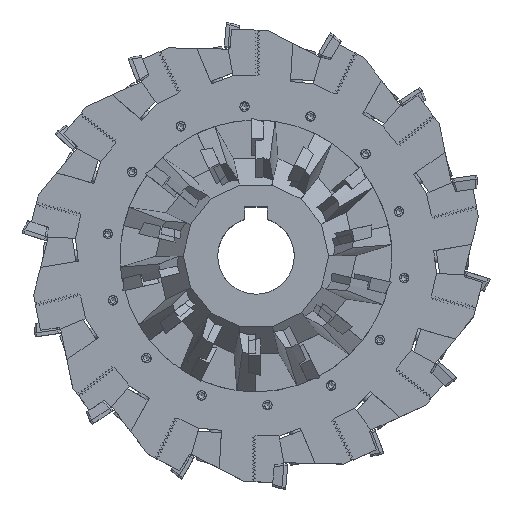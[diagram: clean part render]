
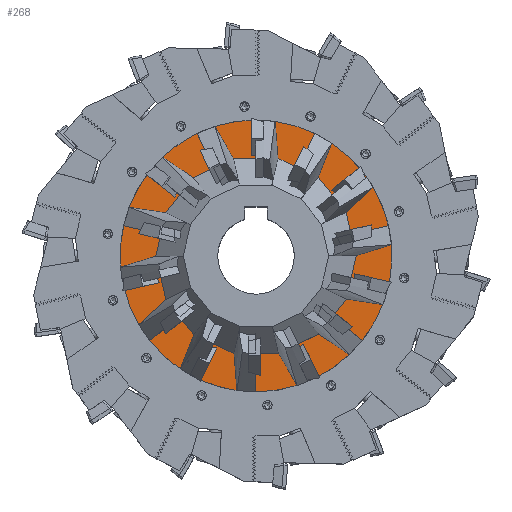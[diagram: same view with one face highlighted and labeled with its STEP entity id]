
A CAD part, top view. The second image highlights one B-rep face of the part: STEP entity #268.
In plain terms, the highlighted free-form (B-spline) face has degree [1, 1] with [2, 2] control points.
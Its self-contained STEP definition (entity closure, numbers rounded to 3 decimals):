
#31 = VERTEX_POINT('',#32);
#32 = CARTESIAN_POINT('',(-2.598,11.083,
    12.122));
#37 = EDGE_CURVE('',#38,#31,#40,.T.);
#38 = VERTEX_POINT('',#39);
#39 = CARTESIAN_POINT('',(-2.598,8.26,12.122
    ));
#40 = B_SPLINE_CURVE_WITH_KNOTS('',1,(#41,#42),.UNSPECIFIED.,.F.,.F.,(2,
    2),(0.,3.261),.PIECEWISE_BEZIER_KNOTS.);
#41 = CARTESIAN_POINT('',(-2.598,8.26,12.122
    ));
#42 = CARTESIAN_POINT('',(-2.598,11.083,
    12.122));
#58 = VERTEX_POINT('',#59);
#59 = CARTESIAN_POINT('',(2.598,8.26,12.122)
  );
#66 = EDGE_CURVE('',#58,#38,#67,.T.);
#67 = ( BOUNDED_CURVE() B_SPLINE_CURVE(2,(#68,#69,#70,#71,#72,#73,#74),
.UNSPECIFIED.,.F.,.F.) B_SPLINE_CURVE_WITH_KNOTS((3,2,2,3),(
    0.609,2.501,4.392,6.283),
.PIECEWISE_BEZIER_KNOTS.) CURVE() GEOMETRIC_REPRESENTATION_ITEM() 
RATIONAL_B_SPLINE_CURVE((1.,0.585,1.,0.585,1.,
0.585,1.)) REPRESENTATION_ITEM('') );
#68 = CARTESIAN_POINT('',(2.598,8.26,12.122)
  );
#69 = CARTESIAN_POINT('',(14.042,4.661,12.122
    ));
#70 = CARTESIAN_POINT('',(7.021,-5.067,12.122)
  );
#71 = CARTESIAN_POINT('',(0.,-14.795,
    12.122));
#72 = CARTESIAN_POINT('',(-7.021,-5.067,12.122
    ));
#73 = CARTESIAN_POINT('',(-14.042,4.661,12.122
    ));
#74 = CARTESIAN_POINT('',(-2.598,8.26,12.122
    ));
#113 = EDGE_CURVE('',#114,#58,#116,.T.);
#114 = VERTEX_POINT('',#115);
#115 = CARTESIAN_POINT('',(2.598,11.083,
    12.122));
#116 = B_SPLINE_CURVE_WITH_KNOTS('',1,(#117,#118),.UNSPECIFIED.,.F.,.F.,
  (2,2),(0.,3.261),.PIECEWISE_BEZIER_KNOTS.);
#117 = CARTESIAN_POINT('',(2.598,11.083,
    12.122));
#118 = CARTESIAN_POINT('',(2.598,8.26,12.122
    ));
#139 = EDGE_CURVE('',#31,#114,#140,.T.);
#140 = B_SPLINE_CURVE_WITH_KNOTS('',1,(#141,#142),.UNSPECIFIED.,.F.,.F.,
  (2,2),(0.,6.),.PIECEWISE_BEZIER_KNOTS.);
#141 = CARTESIAN_POINT('',(-2.598,11.083,
    12.122));
#142 = CARTESIAN_POINT('',(2.598,11.083,
    12.122));
#220 = EDGE_CURVE('',#221,#221,#223,.T.);
#221 = VERTEX_POINT('',#222);
#222 = CARTESIAN_POINT('',(30.738,0.,
    12.122));
#223 = ( BOUNDED_CURVE() B_SPLINE_CURVE(2,(#224,#225,#226,#227,#228,#229
,#230),.UNSPECIFIED.,.T.,.F.) B_SPLINE_CURVE_WITH_KNOTS((3,2,2,3),(
    3.142,5.236,7.33,9.425),
.PIECEWISE_BEZIER_KNOTS.) CURVE() GEOMETRIC_REPRESENTATION_ITEM() 
RATIONAL_B_SPLINE_CURVE((1.,0.5,1.,0.5,1.,0.5,1.)) REPRESENTATION_ITEM(
  '') );
#224 = CARTESIAN_POINT('',(30.738,0.,
    12.122));
#225 = CARTESIAN_POINT('',(30.738,53.24,
    12.122));
#226 = CARTESIAN_POINT('',(-15.369,26.62,
    12.122));
#227 = CARTESIAN_POINT('',(-61.477,0.,
    12.122));
#228 = CARTESIAN_POINT('',(-15.369,-26.62,
    12.122));
#229 = CARTESIAN_POINT('',(30.738,-53.24,
    12.122));
#230 = CARTESIAN_POINT('',(30.738,0.,
    12.122));
#268 = ADVANCED_FACE('',(#269,#272),#278,.F.);
#269 = FACE_BOUND('',#270,.T.);
#270 = EDGE_LOOP('',(#271));
#271 = ORIENTED_EDGE('',*,*,#220,.T.);
#272 = FACE_BOUND('',#273,.T.);
#273 = EDGE_LOOP('',(#274,#275,#276,#277));
#274 = ORIENTED_EDGE('',*,*,#113,.T.);
#275 = ORIENTED_EDGE('',*,*,#66,.T.);
#276 = ORIENTED_EDGE('',*,*,#37,.T.);
#277 = ORIENTED_EDGE('',*,*,#139,.T.);
#278 = B_SPLINE_SURFACE_WITH_KNOTS('',1,1,(
    (#279,#280)
    ,(#281,#282
    )),.UNSPECIFIED.,.F.,.F.,.F.,(2,2),(2,2),(-35.5,35.5),(-35.5,35.5),
  .PIECEWISE_BEZIER_KNOTS.);
#279 = CARTESIAN_POINT('',(30.738,-30.738,
    12.122));
#280 = CARTESIAN_POINT('',(30.738,30.738,
    12.122));
#281 = CARTESIAN_POINT('',(-30.738,-30.738,12.122
    ));
#282 = CARTESIAN_POINT('',(-30.738,30.738,
    12.122));
